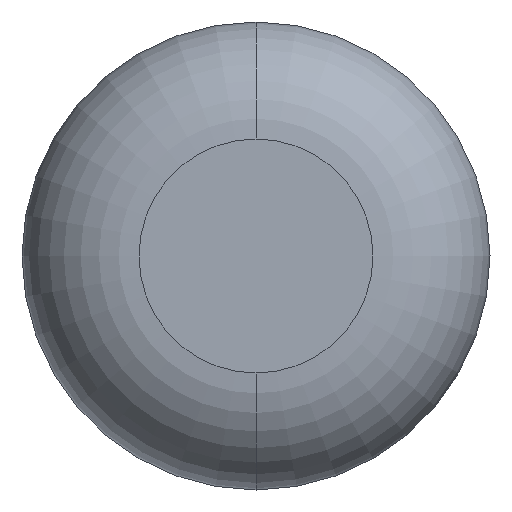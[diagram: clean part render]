
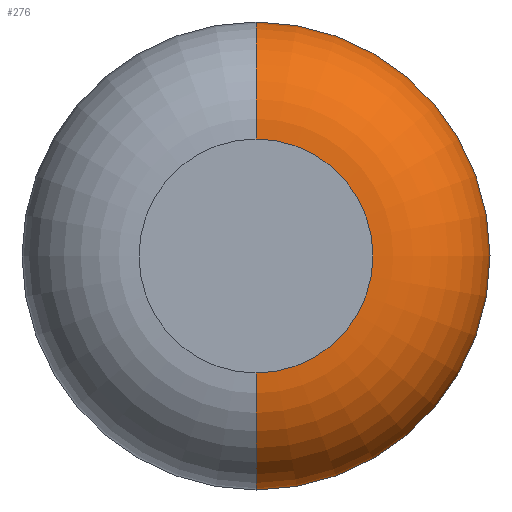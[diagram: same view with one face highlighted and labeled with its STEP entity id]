
A CAD part, front view. The second image highlights one B-rep face of the part: STEP entity #276.
In plain terms, the highlighted toroidal (fillet/blend) face has major radius 6.35 mm and minor radius 6.35 mm.
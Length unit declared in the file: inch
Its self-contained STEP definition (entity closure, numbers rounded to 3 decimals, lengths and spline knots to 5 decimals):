
#11 = AXIS2_PLACEMENT_3D ( 'NONE', #238, #31, #173 ) ;
#22 = CIRCLE ( 'NONE', #190, 0.25 ) ;
#23 = EDGE_CURVE ( 'NONE', #320, #101, #41, .T. ) ;
#28 = CARTESIAN_POINT ( 'NONE',  ( 0., 0.25, -0.25 ) ) ;
#31 = DIRECTION ( 'NONE',  ( 0., -1., 0. ) ) ;
#32 = DIRECTION ( 'NONE',  ( 0., 0., -1. ) ) ;
#41 = CIRCLE ( 'NONE', #297, 0.25 ) ;
#65 = EDGE_CURVE ( 'NONE', #194, #322, #22, .T. ) ;
#70 = CARTESIAN_POINT ( 'NONE',  ( 0., 0.25, 0. ) ) ;
#72 = CARTESIAN_POINT ( 'NONE',  ( 0., 0.25, 0.5 ) ) ;
#87 = DIRECTION ( 'NONE',  ( 0., 0., 1. ) ) ;
#91 = EDGE_CURVE ( 'NONE', #194, #320, #230, .T. ) ;
#98 = DIRECTION ( 'NONE',  ( 0., -1., 0. ) ) ;
#101 = VERTEX_POINT ( 'NONE', #236 ) ;
#120 = AXIS2_PLACEMENT_3D ( 'NONE', #333, #169, #32 ) ;
#141 = DIRECTION ( 'NONE',  ( -1., 0., 0. ) ) ;
#144 = CIRCLE ( 'NONE', #11, 0.25 ) ;
#159 = DIRECTION ( 'NONE',  ( 0., 0., -1. ) ) ;
#164 = FACE_OUTER_BOUND ( 'NONE', #350, .T. ) ;
#165 = CARTESIAN_POINT ( 'NONE',  ( 0., 0.25, -0.5 ) ) ;
#169 = DIRECTION ( 'NONE',  ( 0., -1., 0. ) ) ;
#173 = DIRECTION ( 'NONE',  ( 0., 0., -1. ) ) ;
#190 = AXIS2_PLACEMENT_3D ( 'NONE', #28, #141, #87 ) ;
#194 = VERTEX_POINT ( 'NONE', #165 ) ;
#209 = ORIENTED_EDGE ( 'NONE', *, *, #91, .T. ) ;
#219 = CARTESIAN_POINT ( 'NONE',  ( 0., 0.25, 0.25 ) ) ;
#226 = EDGE_CURVE ( 'NONE', #322, #101, #144, .T. ) ;
#230 = CIRCLE ( 'NONE', #120, 0.5 ) ;
#231 = AXIS2_PLACEMENT_3D ( 'NONE', #70, #98, #317 ) ;
#236 = CARTESIAN_POINT ( 'NONE',  ( 0., 0., 0.25 ) ) ;
#238 = CARTESIAN_POINT ( 'NONE',  ( 0., 0., 0. ) ) ;
#259 = ORIENTED_EDGE ( 'NONE', *, *, #23, .T. ) ;
#276 = ADVANCED_FACE ( 'NONE', ( #164 ), #316, .T. ) ;
#297 = AXIS2_PLACEMENT_3D ( 'NONE', #219, #347, #159 ) ;
#316 = TOROIDAL_SURFACE ( 'NONE', #231, 0.25, 0.25 ) ;
#317 = DIRECTION ( 'NONE',  ( 0., 0., -1. ) ) ;
#320 = VERTEX_POINT ( 'NONE', #72 ) ;
#322 = VERTEX_POINT ( 'NONE', #338 ) ;
#333 = CARTESIAN_POINT ( 'NONE',  ( 0., 0.25, 0. ) ) ;
#338 = CARTESIAN_POINT ( 'NONE',  ( 0., 0., -0.25 ) ) ;
#345 = ORIENTED_EDGE ( 'NONE', *, *, #226, .F. ) ;
#347 = DIRECTION ( 'NONE',  ( 1., 0., 0. ) ) ;
#350 = EDGE_LOOP ( 'NONE', ( #209, #259, #345, #371 ) ) ;
#371 = ORIENTED_EDGE ( 'NONE', *, *, #65, .F. ) ;
